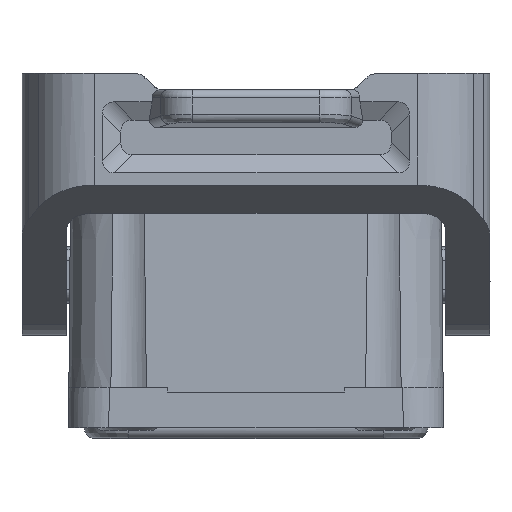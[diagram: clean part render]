
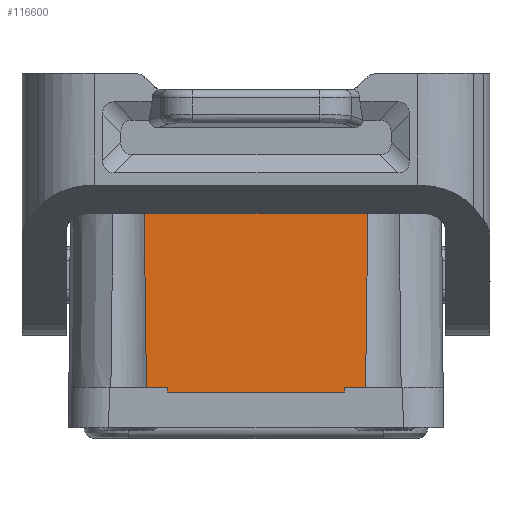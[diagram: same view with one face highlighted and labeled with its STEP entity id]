
A CAD part, left-side view. The second image highlights one B-rep face of the part: STEP entity #116600.
In plain terms, the highlighted face is planar.
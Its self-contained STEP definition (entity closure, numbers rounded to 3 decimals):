
#17630=CARTESIAN_POINT('',(58.753,23.6,-13.865))
;
#17640=VERTEX_POINT('',#17630);
#17670=CARTESIAN_POINT('',(58.753,23.6,0.));
#17680=DIRECTION('',(0.,0.,1.));
#17690=VECTOR('',#17680,1.);
#17700=LINE('',#17670,#17690);
#17710=CARTESIAN_POINT('',(58.753,23.6,13.865));
#17720=VERTEX_POINT('',#17710);
#17730=EDGE_CURVE('',#17640,#17720,#17700,.T.);
#44400=CARTESIAN_POINT('',(62.253,23.6,16.));
#44410=DIRECTION('',(0.,1.,0.));
#44420=DIRECTION('',(1.,0.,0.));
#44430=AXIS2_PLACEMENT_3D('',#44400,#44410,#44420);
#44440=CYLINDRICAL_SURFACE('',#44430,4.1);
#44460=CARTESIAN_POINT('',(58.753,23.6,
0.));
#44470=DIRECTION('',(1.,0.009,
0.));
#44480=DIRECTION('',(0.,0.,-1.));
#44490=AXIS2_PLACEMENT_3D('',#44460,#44470,#44480);
#44500=PLANE('',#44490);
#44510=CARTESIAN_POINT('',(58.945,1.6,
13.578));
#44520=CARTESIAN_POINT('',(58.929,3.433,
13.6));
#44530=CARTESIAN_POINT('',(58.913,5.266,
13.622));
#44540=CARTESIAN_POINT('',(58.898,7.099,
13.645));
#44550=CARTESIAN_POINT('',(58.882,8.932,
13.668));
#44560=CARTESIAN_POINT('',(58.866,10.766,
13.691));
#44570=CARTESIAN_POINT('',(58.85,12.599,
13.715));
#44580=CARTESIAN_POINT('',(58.834,14.432,
13.738));
#44590=CARTESIAN_POINT('',(58.818,16.266,
13.763));
#44600=CARTESIAN_POINT('',(58.802,18.099,
13.788));
#44610=CARTESIAN_POINT('',(58.786,19.933,
13.813));
#44620=CARTESIAN_POINT('',(58.77,21.767,
13.838));
#44630=CARTESIAN_POINT('',(58.753,23.6,
13.865));
#44640=B_SPLINE_CURVE_WITH_KNOTS('',3,(#44510,#44520,#44530,#44540,
#44550,#44560,#44570,#44580,#44590,#44600,#44610,#44620,#44630),
.UNSPECIFIED.,.F.,.F.,(4,3,3,3,4),(0.,5.499,11.,
16.501,22.003),.UNSPECIFIED.);
#44650=SURFACE_CURVE('',#44640,(#44500,#44440),.CURVE_3D.);
#44660=CARTESIAN_POINT('',(58.945,1.6,13.578));
#44670=VERTEX_POINT('',#44660);
#44680=EDGE_CURVE('',#44670,#17720,#44650,.T.);
#66260=CARTESIAN_POINT('',(58.945,1.6,11.));
#66270=VERTEX_POINT('',#66260);
#66300=CARTESIAN_POINT('',(58.959,0.,11.));
#66310=DIRECTION('',(0.009,-1.,
0.));
#66320=VECTOR('',#66310,1.);
#66330=LINE('',#66300,#66320);
#66340=CARTESIAN_POINT('',(58.951,1.,11.));
#66350=VERTEX_POINT('',#66340);
#66360=EDGE_CURVE('',#66270,#66350,#66330,.T.);
#94260=CARTESIAN_POINT('',(58.945,1.6,0.));
#94270=DIRECTION('',(0.,0.,1.));
#94280=VECTOR('',#94270,1.);
#94290=LINE('',#94260,#94280);
#94300=EDGE_CURVE('',#66270,#44670,#94290,.T.);
#95930=CARTESIAN_POINT('',(58.951,1.,-11.));
#95940=VERTEX_POINT('',#95930);
#96040=CARTESIAN_POINT('',(58.951,1.,0.));
#96050=DIRECTION('',(0.,0.,1.));
#96060=VECTOR('',#96050,1.);
#96070=LINE('',#96040,#96060);
#96080=EDGE_CURVE('',#95940,#66350,#96070,.T.);
#101290=CARTESIAN_POINT('',(62.253,23.6,-16.));
#101300=DIRECTION('',(0.,1.,0.));
#101310=DIRECTION('',(1.,0.,0.));
#101320=AXIS2_PLACEMENT_3D('',#101290,#101300,#101310);
#101330=CYLINDRICAL_SURFACE('',#101320,4.1);
#101640=CARTESIAN_POINT('',(58.945,1.6,-13.578)
);
#101650=VERTEX_POINT('',#101640);
#101680=CARTESIAN_POINT('',(58.753,23.6,
-13.865));
#101690=CARTESIAN_POINT('',(58.77,21.767,
-13.838));
#101700=CARTESIAN_POINT('',(58.786,19.933,
-13.813));
#101710=CARTESIAN_POINT('',(58.802,18.099,
-13.788));
#101720=CARTESIAN_POINT('',(58.818,16.266,
-13.763));
#101730=CARTESIAN_POINT('',(58.834,14.432,
-13.738));
#101740=CARTESIAN_POINT('',(58.85,12.599,
-13.715));
#101750=CARTESIAN_POINT('',(58.866,10.766,
-13.691));
#101760=CARTESIAN_POINT('',(58.882,8.932,
-13.668));
#101770=CARTESIAN_POINT('',(58.898,7.099,
-13.645));
#101780=CARTESIAN_POINT('',(58.913,5.266,
-13.622));
#101790=CARTESIAN_POINT('',(58.929,3.433,
-13.6));
#101800=CARTESIAN_POINT('',(58.945,1.6,
-13.578));
#101810=B_SPLINE_CURVE_WITH_KNOTS('',3,(#101680,#101690,#101700,#101710,
#101720,#101730,#101740,#101750,#101760,#101770,#101780,#101790,#101800)
,.UNSPECIFIED.,.F.,.F.,(4,3,3,3,4),(0.,5.502,11.003
,16.503,22.003),.UNSPECIFIED.);
#101820=SURFACE_CURVE('',#101810,(#44500,#101330),.CURVE_3D.);
#101830=EDGE_CURVE('',#17640,#101650,#101820,.T.);
#116180=CARTESIAN_POINT('',(58.945,1.6,-11.));
#116190=VERTEX_POINT('',#116180);
#116290=CARTESIAN_POINT('',(58.959,0.,-11.));
#116300=DIRECTION('',(0.009,-1.,
0.));
#116310=VECTOR('',#116300,1.);
#116320=LINE('',#116290,#116310);
#116330=EDGE_CURVE('',#116190,#95940,#116320,.T.);
#116450=ORIENTED_EDGE('',*,*,#66360,.T.);
#116460=ORIENTED_EDGE('',*,*,#94300,.F.);
#116470=ORIENTED_EDGE('',*,*,#44680,.F.);
#116480=ORIENTED_EDGE('',*,*,#17730,.T.);
#116490=ORIENTED_EDGE('',*,*,#101830,.F.);
#116500=CARTESIAN_POINT('',(58.945,1.6,0.));
#116510=DIRECTION('',(0.,0.,1.));
#116520=VECTOR('',#116510,1.);
#116530=LINE('',#116500,#116520);
#116540=EDGE_CURVE('',#101650,#116190,#116530,.T.);
#116550=ORIENTED_EDGE('',*,*,#116540,.F.);
#116560=ORIENTED_EDGE('',*,*,#116330,.F.);
#116570=ORIENTED_EDGE('',*,*,#96080,.F.);
#116580=EDGE_LOOP('',(#116570,#116560,#116550,#116490,#116480,#116470,
#116460,#116450));
#116590=FACE_OUTER_BOUND('',#116580,.T.);
#116600=ADVANCED_FACE('',(#116590),#44500,.T.);
